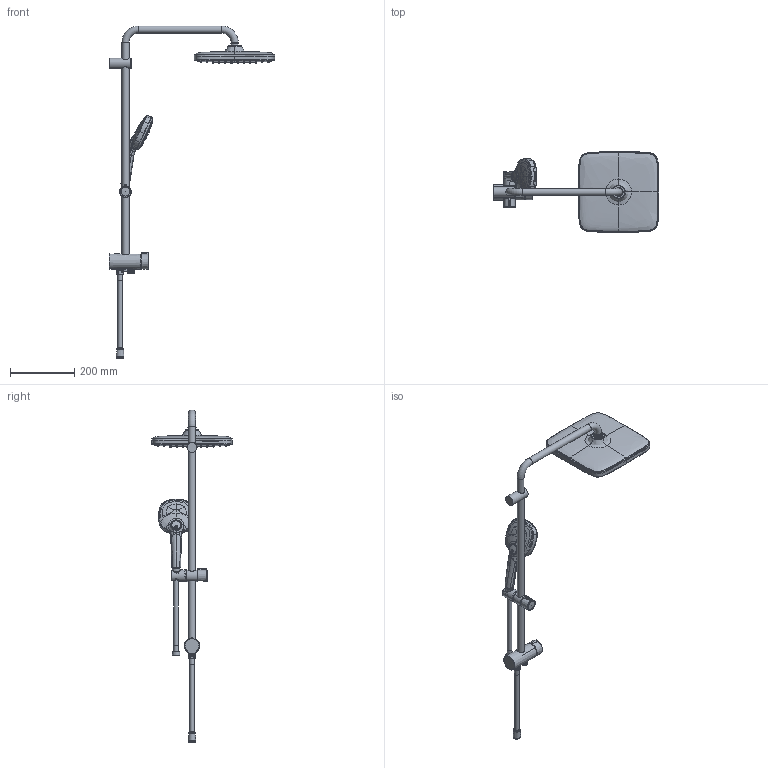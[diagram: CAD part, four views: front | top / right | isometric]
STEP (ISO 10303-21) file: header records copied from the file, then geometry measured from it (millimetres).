
FILE_DESCRIPTION(/* description */ ('Unknown'),/* implementation_level */ '2;1');
FILE_NAME(/* name */ '26976001new',/* time_stamp */ '2023-04-25T15:50:56+02:00',/* author */ ('Unknown'),/* organization */ ('GROHE AG'),/* preprocessor_version */ 'ST-DEVELOPER v16.7',/* originating_system */ 'DEX',/* authorisation */ $);
FILE_SCHEMA (('AUTOMOTIVE_DESIGN {1 0 10303 214 3 1 1}'));
Length unit declared in the file: millimetre
Products named in the file (7): 26976001new; _1; 081107 GTM1000C Handles Update02_1; A4298722_SOFTTOOL DIAL_NEW_POSITION_RADIUS_0,7_1; HEALED_BODY_2  _1; shell_1; shell#6_1
Assembly tree (6 placements, depth 2):
  26976001new
    _1
    081107 GTM1000C Handles Update02_1
    A4298722_SOFTTOOL DIAL_NEW_POSITION_RADIUS_0,7_1
    HEALED_BODY_2  _1
    shell_1
    shell#6_1
Bounding box: 515.5 x 250.02 x 1034.36 mm (x, y, z)
Surface area: 510486.9 mm2 (no closed solid volume)
Topology: 0 solids, 477 shells, 1355 faces, 5167 edges, 4225 vertices
Faces by surface type: bspline 578, cylinder 376, plane 310, torus 42, cone 32, sphere 17
Full cylindrical faces by diameter (mm): 2.187 x60, 2.8 x72, 3.797 x136, 4.1 x7, 14.262 x2, 15 x4, 19.9 x2, 20.96 x1, 22 x5, 22.6 x2, 23 x3, 30.3 x1, 31.3 x1, 33.4 x2, 36 x2, 44.472 x1
Entity records: 103441 total; most frequent: CARTESIAN_POINT 64860, ORIENTED_EDGE 5539, EDGE_CURVE 4280, DIRECTION 3940, VERTEX_POINT 3820, B_SPLINE_CURVE_WITH_KNOTS 2961, EDGE_LOOP 2674, FACE_BOUND 2674
